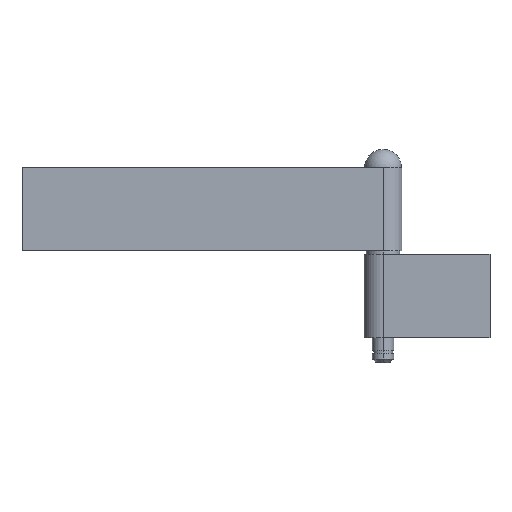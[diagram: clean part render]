
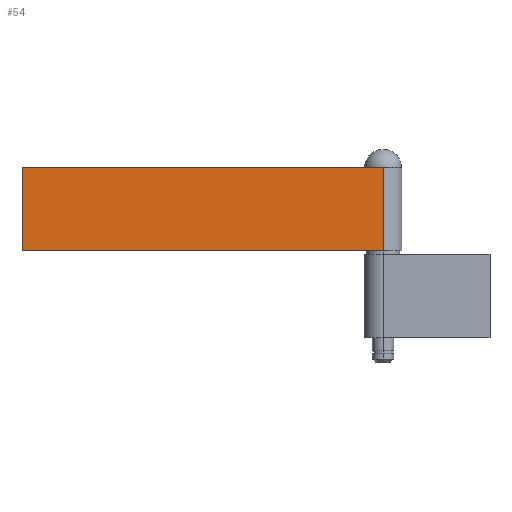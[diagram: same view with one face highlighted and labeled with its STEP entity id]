
A CAD part, top view. The second image highlights one B-rep face of the part: STEP entity #54.
In plain terms, the highlighted planar face has unit normal (0, 0, 1).
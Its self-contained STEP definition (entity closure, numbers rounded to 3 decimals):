
#54 = ADVANCED_FACE ( 'NONE', ( #311 ), #317, .F. ) ;
#56 = EDGE_LOOP ( 'NONE', ( #65, #67, #57, #62 ) ) ;
#57 = ORIENTED_EDGE ( 'NONE', *, *, #1489, .F. ) ;
#62 = ORIENTED_EDGE ( 'NONE', *, *, #1503, .T. ) ;
#65 = ORIENTED_EDGE ( 'NONE', *, *, #1541, .T. ) ;
#66 = EDGE_CURVE ( 'NONE', #1490, #1538, #365, .T. ) ;
#67 = ORIENTED_EDGE ( 'NONE', *, *, #66, .F. ) ;
#308 = DIRECTION ( 'NONE',  ( 0., 0., -1. ) ) ;
#309 = CARTESIAN_POINT ( 'NONE',  ( 0., 35., 7.95 ) ) ;
#310 = AXIS2_PLACEMENT_3D ( 'NONE', #309, #308, #373 ) ;
#311 = FACE_OUTER_BOUND ( 'NONE', #56, .T. ) ;
#317 = PLANE ( 'NONE',  #310 ) ;
#362 = DIRECTION ( 'NONE',  ( 0., -1., 0. ) ) ;
#363 = VECTOR ( 'NONE', #362, 1000. ) ;
#364 = CARTESIAN_POINT ( 'NONE',  ( 152., 35., 7.95 ) ) ;
#365 = LINE ( 'NONE', #364, #363 ) ;
#373 = DIRECTION ( 'NONE',  ( -1., 0., 0. ) ) ;
#714 = CARTESIAN_POINT ( 'NONE',  ( 152., 35., 7.95 ) ) ;
#715 = DIRECTION ( 'NONE',  ( 1., 0., 0. ) ) ;
#716 = VECTOR ( 'NONE', #715, 1000. ) ;
#717 = CARTESIAN_POINT ( 'NONE',  ( 0., 35., 7.95 ) ) ;
#718 = LINE ( 'NONE', #717, #716 ) ;
#752 = DIRECTION ( 'NONE',  ( 0., -1., 0. ) ) ;
#753 = VECTOR ( 'NONE', #752, 1000. ) ;
#754 = CARTESIAN_POINT ( 'NONE',  ( 0., 35., 7.95 ) ) ;
#755 = LINE ( 'NONE', #754, #753 ) ;
#819 = DIRECTION ( 'NONE',  ( 1., 0., 0. ) ) ;
#820 = VECTOR ( 'NONE', #819, 1000. ) ;
#821 = CARTESIAN_POINT ( 'NONE',  ( 0., 0., 7.95 ) ) ;
#822 = LINE ( 'NONE', #821, #820 ) ;
#827 = CARTESIAN_POINT ( 'NONE',  ( 152., 0., 7.95 ) ) ;
#833 = CARTESIAN_POINT ( 'NONE',  ( 0., 35., 7.95 ) ) ;
#882 = CARTESIAN_POINT ( 'NONE',  ( 0., 0., 7.95 ) ) ;
#1489 = EDGE_CURVE ( 'NONE', #1565, #1490, #718, .T. ) ;
#1490 = VERTEX_POINT ( 'NONE', #714 ) ;
#1503 = EDGE_CURVE ( 'NONE', #1565, #1571, #755, .T. ) ;
#1538 = VERTEX_POINT ( 'NONE', #827 ) ;
#1541 = EDGE_CURVE ( 'NONE', #1571, #1538, #822, .T. ) ;
#1565 = VERTEX_POINT ( 'NONE', #833 ) ;
#1571 = VERTEX_POINT ( 'NONE', #882 ) ;
